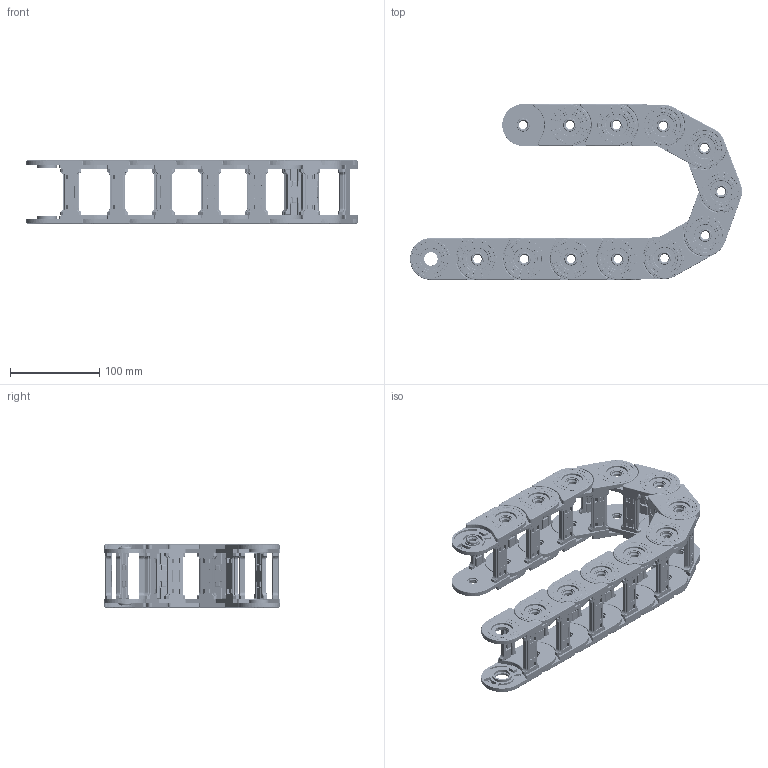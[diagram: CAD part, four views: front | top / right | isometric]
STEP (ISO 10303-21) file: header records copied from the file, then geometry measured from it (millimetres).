
FILE_DESCRIPTION (( 'STEP AP214' ), '1' );
FILE_NAME ('CK30-A050-R075.STEP', '2019-09-16T10:16:21', ( '' ), ( '' ), 'SwSTEP 2.0', 'SolidWorks 2017', '' );
FILE_SCHEMA (( 'AUTOMOTIVE_DESIGN' ));
Length unit declared in the file: millimetre
Products named in the file (2): CK30-A050-R075; CK30-A50_1
Assembly tree (12 placements, depth 2):
  CK30-A050-R075
    CK30-A50_1  x12
Bounding box: 371.7 x 196.7 x 71.25 mm (x, y, z)
Volume: 585606.9 mm3; surface area: 392598.6 mm2
Topology: 48 solids, 48 shells, 12660 faces, 32460 edges, 20424 vertices
Faces by surface type: plane 5208, cylinder 3960, bspline 3240, cone 252
Entity records: 53740 total; most frequent: CARTESIAN_POINT 30740, ORIENTED_EDGE 5366, DIRECTION 3719, EDGE_CURVE 2683, VERTEX_POINT 1702, VECTOR 1459, LINE 1459, EDGE_LOOP 1137
